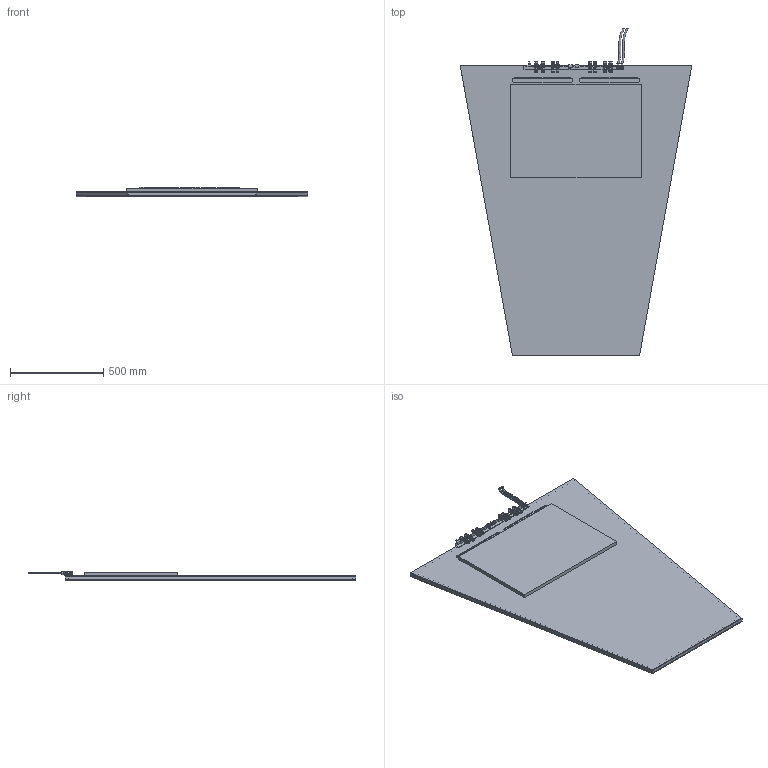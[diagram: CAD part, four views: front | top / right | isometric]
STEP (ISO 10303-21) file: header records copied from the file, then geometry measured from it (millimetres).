
FILE_DESCRIPTION (( 'STEP AP214' ), '1' );
FILE_NAME ('19May2017_RE31chamber-MECHANICS_ELENA.STEP', '2017-05-19T17:21:54', ( '' ), ( '' ), 'SwSTEP 2.0', 'SolidWorks 2014', '' );
FILE_SCHEMA (( 'AUTOMOTIVE_DESIGN' ));
Length unit declared in the file: millimetre
Products named in the file (21): Cable; Flat cable connector; HV connector; SS-8M0-61_1_1; SS-6M0-61_1_1; L-PROFILE-R4_1_2; COVER-PLATE-RING; GASGAP_RE31_BOTTOM; GASGAP_TOP; STRIPS-RE31; GASPIECE; GASGAP-RE3; BAR-LEFT; BAR-RIGHT; BOTTOM-BAR; TOP-BAR; BASE-PLATE-RING; Electronics cover; 1905Patch pannel.SLDPRT; 19May2017_RE31chamber-MECHANICS_ELENA; LV
Assembly tree (44 placements, depth 3):
  19May2017_RE31chamber-MECHANICS_ELENA
    BASE-PLATE-RING
    TOP-BAR
    BOTTOM-BAR
    BAR-RIGHT
    BAR-LEFT
    GASGAP-RE3
    GASPIECE  x6
    STRIPS-RE31
    GASGAP_TOP
      GASGAP-RE3
      GASPIECE  x4
    GASGAP_RE31_BOTTOM
      GASGAP-RE3
      GASPIECE  x4
    COVER-PLATE-RING
    1905Patch pannel.SLDPRT
      L-PROFILE-R4_1_2
      SS-6M0-61_1_1  x4
      SS-8M0-61_1_1  x4
      HV connector  x2
      Flat cable connector  x2
      Cable  x2
      LV
    Electronics cover
Bounding box: 1244 x 1758.38 x 49.53 mm (x, y, z)
Volume: 35762373.6 mm3; surface area: 25470665.5 mm2
Topology: 40 solids, 54 shells, 5077 faces, 12569 edges, 8224 vertices
Faces by surface type: plane 3106, cylinder 1400, cone 539, bspline 32
Entity records: 101121 total; most frequent: CARTESIAN_POINT 15651, DIRECTION 12299, ORIENTED_EDGE 11946, EDGE_CURVE 5993, AXIS2_PLACEMENT_3D 4170, VECTOR 3959, LINE 3959, VERTEX_POINT 3953
